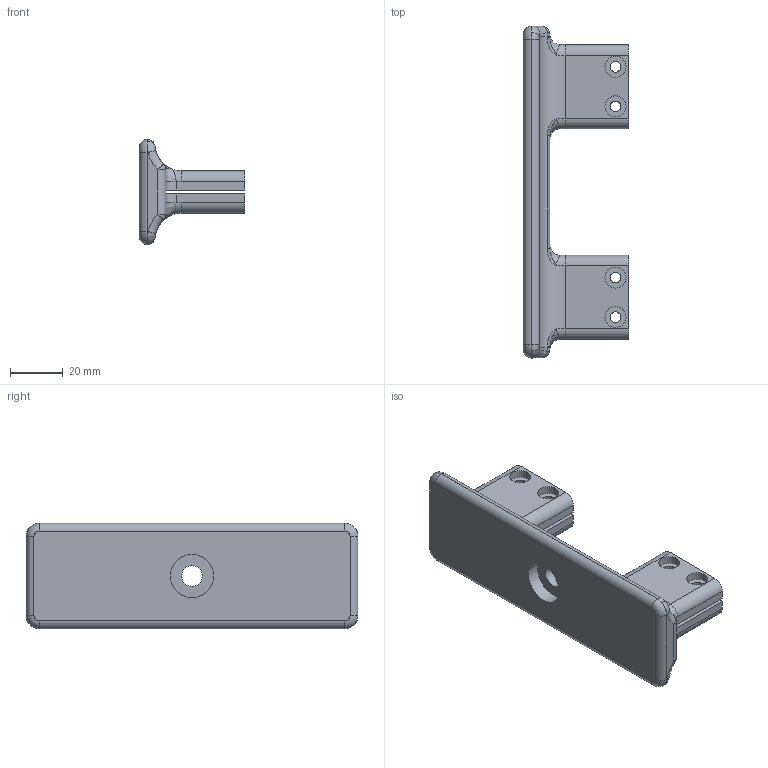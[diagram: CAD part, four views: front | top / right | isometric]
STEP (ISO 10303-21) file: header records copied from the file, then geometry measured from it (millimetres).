
FILE_DESCRIPTION(/* description */ ('Alibre Inc.'),/* implementation_level */ '2;1');
FILE_NAME(/* name */ 'export1',/* time_stamp */ '2017-01-27T12:05:08-06:00',/* author */ (''),/* organization */ (''),/* preprocessor_version */ 'ST-DEVELOPER v14',/* originating_system */ 'Alibre',/* authorisation */ '');
FILE_SCHEMA (('AUTOMOTIVE_DESIGN'));
Length unit declared in the file: centimetre
Bounding box: 40 x 126 x 40 mm (x, y, z)
Volume: 63304.1 mm3; surface area: 21946.6 mm2
Topology: 1 solids, 1 shells, 173 faces, 422 edges, 252 vertices
Faces by surface type: plane 67, cylinder 54, bspline 28, torus 20, sphere 4
Full cylindrical faces by diameter (mm): 4 x8, 8 x5, 16.5 x1
Entity records: 7546 total; most frequent: CARTESIAN_POINT 3859, ORIENTED_EDGE 792, DIRECTION 645, EDGE_CURVE 396, AXIS2_PLACEMENT_3D 264, VERTEX_POINT 248, EDGE_LOOP 214, FACE_BOUND 214
